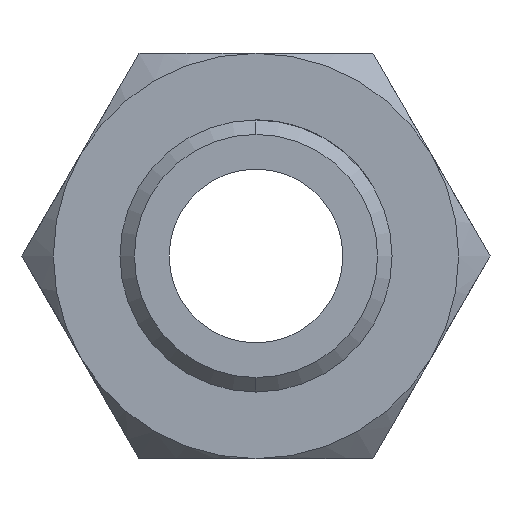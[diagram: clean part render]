
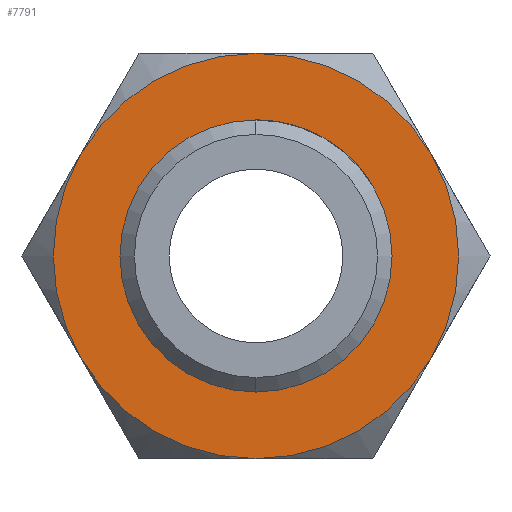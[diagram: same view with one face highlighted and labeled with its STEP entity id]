
A CAD part, left-side view. The second image highlights one B-rep face of the part: STEP entity #7791.
In plain terms, the highlighted planar face has unit normal (-1, 0, 0).
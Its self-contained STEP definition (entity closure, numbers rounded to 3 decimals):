
#158 = ORIENTED_EDGE ( 'NONE', *, *, #9012, .F. ) ;
#166 = EDGE_LOOP ( 'NONE', ( #1972, #249, #6058, #3659, #1527, #8882 ) ) ;
#249 = ORIENTED_EDGE ( 'NONE', *, *, #1720, .F. ) ;
#320 = AXIS2_PLACEMENT_3D ( 'NONE', #6827, #7585, #356 ) ;
#347 = VERTEX_POINT ( 'NONE', #6729 ) ;
#356 = DIRECTION ( 'NONE',  ( 0., 0., -1. ) ) ;
#478 = EDGE_LOOP ( 'NONE', ( #6179, #158 ) ) ;
#479 = CIRCLE ( 'NONE', #320, 7. ) ;
#524 = EDGE_CURVE ( 'NONE', #2155, #2067, #5441, .T. ) ;
#636 = EDGE_CURVE ( 'NONE', #8271, #6081, #1219, .T. ) ;
#764 = AXIS2_PLACEMENT_3D ( 'NONE', #7820, #3465, #2658 ) ;
#1025 = FACE_BOUND ( 'NONE', #478, .T. ) ;
#1219 = CIRCLE ( 'NONE', #7561, 7. ) ;
#1226 = CIRCLE ( 'NONE', #8936, 7. ) ;
#1329 = EDGE_CURVE ( 'NONE', #7966, #347, #479, .T. ) ;
#1425 = EDGE_CURVE ( 'NONE', #2155, #8271, #1226, .T. ) ;
#1527 = ORIENTED_EDGE ( 'NONE', *, *, #524, .T. ) ;
#1720 = EDGE_CURVE ( 'NONE', #6081, #7966, #2724, .T. ) ;
#1787 = CARTESIAN_POINT ( 'NONE',  ( 11., 0., 0. ) ) ;
#1972 = ORIENTED_EDGE ( 'NONE', *, *, #1329, .F. ) ;
#1995 = CARTESIAN_POINT ( 'NONE',  ( 11., 0., 0. ) ) ;
#2067 = VERTEX_POINT ( 'NONE', #7100 ) ;
#2155 = VERTEX_POINT ( 'NONE', #7855 ) ;
#2658 = DIRECTION ( 'NONE',  ( 0., 0., -1. ) ) ;
#2676 = DIRECTION ( 'NONE',  ( 0., 0., -1. ) ) ;
#2724 = CIRCLE ( 'NONE', #764, 7. ) ;
#2765 = CIRCLE ( 'NONE', #5033, 4.7 ) ;
#3300 = DIRECTION ( 'NONE',  ( -1., 0., 0. ) ) ;
#3433 = CARTESIAN_POINT ( 'NONE',  ( 11., 0., -4.7 ) ) ;
#3465 = DIRECTION ( 'NONE',  ( 1., 0., 0. ) ) ;
#3659 = ORIENTED_EDGE ( 'NONE', *, *, #1425, .F. ) ;
#3740 = DIRECTION ( 'NONE',  ( 0., 0., 1. ) ) ;
#3820 = DIRECTION ( 'NONE',  ( 0., 0., -1. ) ) ;
#3906 = DIRECTION ( 'NONE',  ( 0., 0., -1. ) ) ;
#4078 = DIRECTION ( 'NONE',  ( 0., 0., -1. ) ) ;
#4233 = AXIS2_PLACEMENT_3D ( 'NONE', #1787, #3300, #6181 ) ;
#4837 = CIRCLE ( 'NONE', #6804, 4.7 ) ;
#4910 = DIRECTION ( 'NONE',  ( 1., 0., 0. ) ) ;
#5033 = AXIS2_PLACEMENT_3D ( 'NONE', #5864, #8092, #3740 ) ;
#5329 = CARTESIAN_POINT ( 'NONE',  ( 11., 0., 0. ) ) ;
#5441 = CIRCLE ( 'NONE', #4233, 7. ) ;
#5864 = CARTESIAN_POINT ( 'NONE',  ( 11., 0., 0. ) ) ;
#6058 = ORIENTED_EDGE ( 'NONE', *, *, #636, .F. ) ;
#6081 = VERTEX_POINT ( 'NONE', #6868 ) ;
#6179 = ORIENTED_EDGE ( 'NONE', *, *, #6321, .F. ) ;
#6181 = DIRECTION ( 'NONE',  ( 0., 0., 1. ) ) ;
#6321 = EDGE_CURVE ( 'NONE', #8583, #8549, #2765, .T. ) ;
#6475 = CIRCLE ( 'NONE', #6635, 7. ) ;
#6494 = CARTESIAN_POINT ( 'NONE',  ( 11., 0., 4.7 ) ) ;
#6538 = CARTESIAN_POINT ( 'NONE',  ( 11., 0., -7. ) ) ;
#6635 = AXIS2_PLACEMENT_3D ( 'NONE', #7407, #6647, #3820 ) ;
#6647 = DIRECTION ( 'NONE',  ( 1., 0., 0. ) ) ;
#6678 = CARTESIAN_POINT ( 'NONE',  ( 11., -6.062, 3.5 ) ) ;
#6729 = CARTESIAN_POINT ( 'NONE',  ( 11., 6.062, -3.5 ) ) ;
#6804 = AXIS2_PLACEMENT_3D ( 'NONE', #7718, #6958, #6913 ) ;
#6827 = CARTESIAN_POINT ( 'NONE',  ( 11., 0., 0. ) ) ;
#6868 = CARTESIAN_POINT ( 'NONE',  ( 11., -6.062, -3.5 ) ) ;
#6913 = DIRECTION ( 'NONE',  ( 0., 0., 1. ) ) ;
#6958 = DIRECTION ( 'NONE',  ( -1., 0., 0. ) ) ;
#7014 = DIRECTION ( 'NONE',  ( 1., 0., 0. ) ) ;
#7100 = CARTESIAN_POINT ( 'NONE',  ( 11., 6.062, 3.5 ) ) ;
#7407 = CARTESIAN_POINT ( 'NONE',  ( 11., 0., 0. ) ) ;
#7561 = AXIS2_PLACEMENT_3D ( 'NONE', #7702, #4910, #2676 ) ;
#7585 = DIRECTION ( 'NONE',  ( 1., 0., 0. ) ) ;
#7660 = EDGE_CURVE ( 'NONE', #347, #2067, #6475, .T. ) ;
#7702 = CARTESIAN_POINT ( 'NONE',  ( 11., 0., 0. ) ) ;
#7718 = CARTESIAN_POINT ( 'NONE',  ( 11., 0., 0. ) ) ;
#7791 = ADVANCED_FACE ( 'NONE', ( #1025, #8299 ), #8933, .F. ) ;
#7820 = CARTESIAN_POINT ( 'NONE',  ( 11., 0., 0. ) ) ;
#7848 = AXIS2_PLACEMENT_3D ( 'NONE', #5329, #8212, #3906 ) ;
#7855 = CARTESIAN_POINT ( 'NONE',  ( 11., 0., 7. ) ) ;
#7966 = VERTEX_POINT ( 'NONE', #6538 ) ;
#8092 = DIRECTION ( 'NONE',  ( -1., 0., 0. ) ) ;
#8212 = DIRECTION ( 'NONE',  ( 1., 0., 0. ) ) ;
#8271 = VERTEX_POINT ( 'NONE', #6678 ) ;
#8299 = FACE_OUTER_BOUND ( 'NONE', #166, .T. ) ;
#8549 = VERTEX_POINT ( 'NONE', #3433 ) ;
#8583 = VERTEX_POINT ( 'NONE', #6494 ) ;
#8882 = ORIENTED_EDGE ( 'NONE', *, *, #7660, .F. ) ;
#8933 = PLANE ( 'NONE',  #7848 ) ;
#8936 = AXIS2_PLACEMENT_3D ( 'NONE', #1995, #7014, #4078 ) ;
#9012 = EDGE_CURVE ( 'NONE', #8549, #8583, #4837, .T. ) ;
